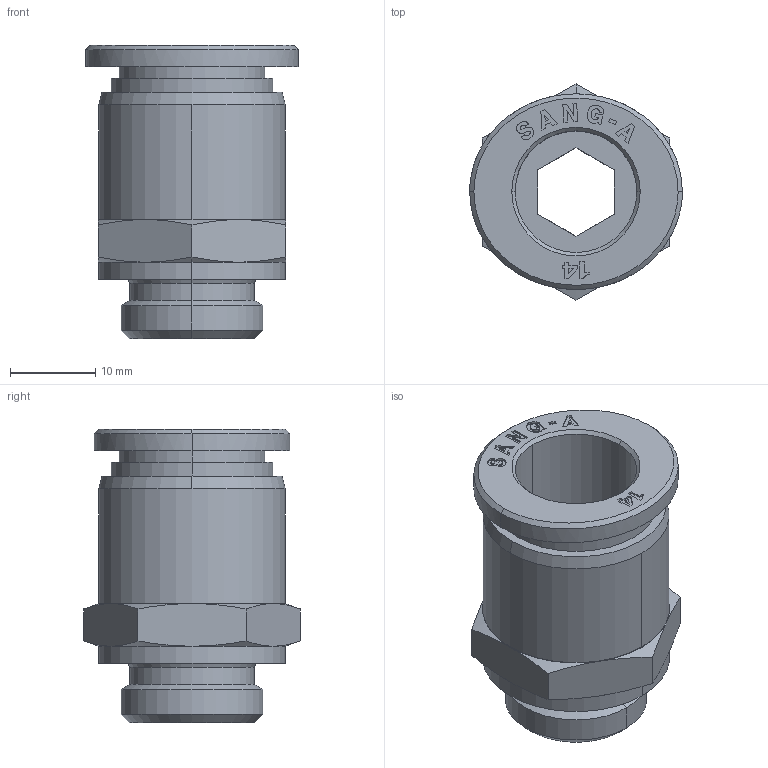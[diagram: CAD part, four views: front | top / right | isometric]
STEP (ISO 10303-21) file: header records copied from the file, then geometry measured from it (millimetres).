
FILE_DESCRIPTION (( 'STEP AP214' ), '1' );
FILE_NAME ('PC14-G03.stp', '2015-10-22T14:05:16', ( '' ), ( '' ), 'SwSTEP 2.0', 'SolidWorks 2015', '' );
FILE_SCHEMA (( 'AUTOMOTIVE_DESIGN' ));
Length unit declared in the file: millimetre
Products named in the file (2): ｦ+ﾃｦ1; PC14-G03
Assembly tree (1 placements, depth 2):
  PC14-G03
    ｦ+ﾃｦ1
Bounding box: 25 x 25.4 x 34.5 mm (x, y, z)
Volume: 6809.7 mm3; surface area: 4862.7 mm2
Topology: 1 solids, 1 shells, 206 faces, 527 edges, 341 vertices
Faces by surface type: plane 122, bspline 30, cone 30, cylinder 24
Entity records: 7974 total; most frequent: CARTESIAN_POINT 2555, ORIENTED_EDGE 1054, DIRECTION 868, EDGE_CURVE 527, VECTOR 350, LINE 350, VERTEX_POINT 341, AXIS2_PLACEMENT_3D 259
